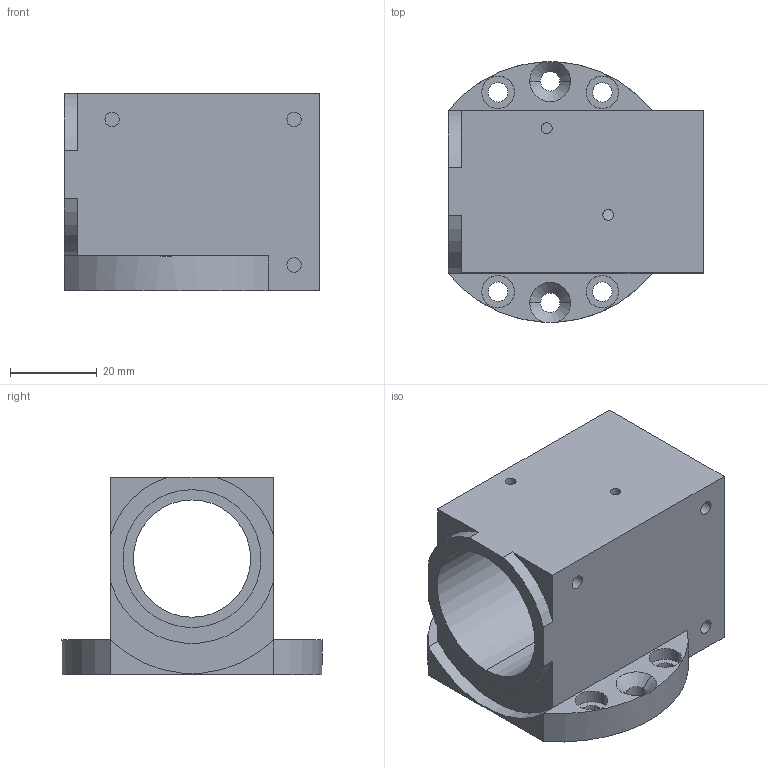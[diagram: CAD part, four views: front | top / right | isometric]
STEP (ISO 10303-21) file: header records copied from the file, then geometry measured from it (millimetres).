
FILE_DESCRIPTION (( 'STEP AP203' ), '1' );
FILE_NAME ('J3 turret housing.STEP', '2017-02-18T01:01:10', ( '' ), ( '' ), 'SwSTEP 2.0', 'SolidWorks 2015', '' );
FILE_SCHEMA (( 'CONFIG_CONTROL_DESIGN' ));
Length unit declared in the file: millimetre
Products named in the file (1): J3 turret housing
Bounding box: 58.8 x 59.99 x 45.4 mm (x, y, z)
Volume: 58264.4 mm3; surface area: 20304.6 mm2
Topology: 1 solids, 1 shells, 68 faces, 166 edges, 108 vertices
Faces by surface type: cylinder 42, plane 22, cone 4
Entity records: 2191 total; most frequent: CARTESIAN_POINT 397, DIRECTION 390, ORIENTED_EDGE 332, EDGE_CURVE 166, AXIS2_PLACEMENT_3D 159, VERTEX_POINT 108, EDGE_LOOP 92, CIRCLE 90
